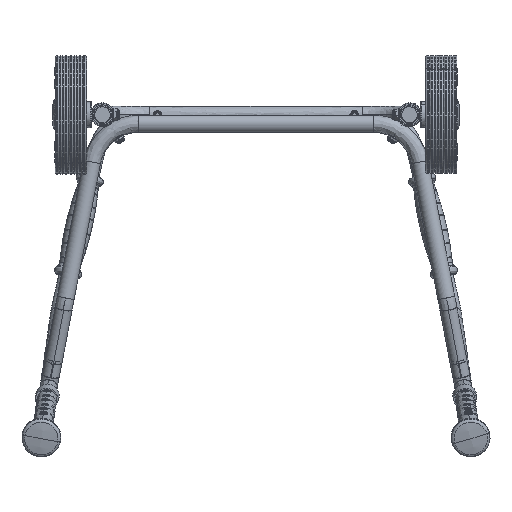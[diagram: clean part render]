
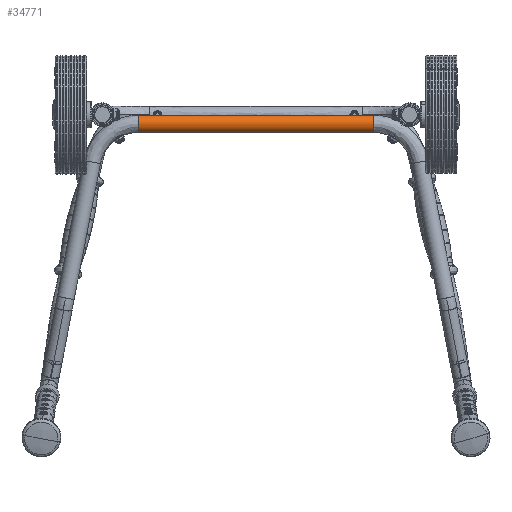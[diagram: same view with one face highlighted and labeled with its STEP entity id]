
A CAD part, front view. The second image highlights one B-rep face of the part: STEP entity #34771.
In plain terms, the highlighted free-form (B-spline) face has degree [2, 1] with [5, 2] control points.
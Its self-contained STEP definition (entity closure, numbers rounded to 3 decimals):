
#33086 = EDGE_CURVE('',#33087,#33089,#33091,.T.);
#33087 = VERTEX_POINT('',#33088);
#33088 = CARTESIAN_POINT('',(-127.004,-415.754,
    -0.544));
#33089 = VERTEX_POINT('',#33090);
#33090 = CARTESIAN_POINT('',(-127.004,-415.754,
    -19.044));
#33091 = ( BOUNDED_CURVE() B_SPLINE_CURVE(2,(#33092,#33093,#33094,#33095
,#33096),.UNSPECIFIED.,.F.,.F.) B_SPLINE_CURVE_WITH_KNOTS((3,2,3),(
    3.142,4.712,6.283),
.PIECEWISE_BEZIER_KNOTS.) CURVE() GEOMETRIC_REPRESENTATION_ITEM() 
RATIONAL_B_SPLINE_CURVE((1.,0.707,1.,0.707,1.)) 
REPRESENTATION_ITEM('') );
#33092 = CARTESIAN_POINT('',(-127.004,-415.754,
    -0.544));
#33093 = CARTESIAN_POINT('',(-127.004,-425.004,
    -0.544));
#33094 = CARTESIAN_POINT('',(-127.004,-425.004,
    -9.794));
#33095 = CARTESIAN_POINT('',(-127.004,-425.004,
    -19.044));
#33096 = CARTESIAN_POINT('',(-127.004,-415.754,
    -19.044));
#33657 = VERTEX_POINT('',#33658);
#33658 = CARTESIAN_POINT('',(127.004,-415.754,
    -19.044));
#33659 = VERTEX_POINT('',#33660);
#33660 = CARTESIAN_POINT('',(127.004,-415.754,
    -0.544));
#34218 = EDGE_CURVE('',#33657,#33089,#34219,.T.);
#34219 = B_SPLINE_CURVE_WITH_KNOTS('',1,(#34220,#34221),.UNSPECIFIED.,
  .F.,.F.,(2,2),(-0.,303.431),.PIECEWISE_BEZIER_KNOTS.);
#34220 = CARTESIAN_POINT('',(127.004,-415.754,
    -19.044));
#34221 = CARTESIAN_POINT('',(-127.004,-415.754,
    -19.044));
#34231 = EDGE_CURVE('',#33659,#33087,#34232,.T.);
#34232 = B_SPLINE_CURVE_WITH_KNOTS('',1,(#34233,#34234),.UNSPECIFIED.,
  .F.,.F.,(2,2),(-0.,303.431),.PIECEWISE_BEZIER_KNOTS.);
#34233 = CARTESIAN_POINT('',(127.004,-415.754,
    -0.544));
#34234 = CARTESIAN_POINT('',(-127.004,-415.754,
    -0.544));
#34442 = EDGE_CURVE('',#33659,#33657,#34443,.T.);
#34443 = ( BOUNDED_CURVE() B_SPLINE_CURVE(2,(#34444,#34445,#34446,#34447
,#34448),.UNSPECIFIED.,.F.,.F.) B_SPLINE_CURVE_WITH_KNOTS((3,2,3),(
    3.142,4.712,6.283),
.PIECEWISE_BEZIER_KNOTS.) CURVE() GEOMETRIC_REPRESENTATION_ITEM() 
RATIONAL_B_SPLINE_CURVE((1.,0.707,1.,0.707,1.)) 
REPRESENTATION_ITEM('') );
#34444 = CARTESIAN_POINT('',(127.004,-415.754,
    -0.544));
#34445 = CARTESIAN_POINT('',(127.004,-425.004,
    -0.544));
#34446 = CARTESIAN_POINT('',(127.004,-425.004,
    -9.794));
#34447 = CARTESIAN_POINT('',(127.004,-425.004,
    -19.044));
#34448 = CARTESIAN_POINT('',(127.004,-415.754,
    -19.044));
#34771 = ADVANCED_FACE('',(#34772),#34778,.T.);
#34772 = FACE_BOUND('',#34773,.T.);
#34773 = EDGE_LOOP('',(#34774,#34775,#34776,#34777));
#34774 = ORIENTED_EDGE('',*,*,#34218,.F.);
#34775 = ORIENTED_EDGE('',*,*,#34442,.F.);
#34776 = ORIENTED_EDGE('',*,*,#34231,.T.);
#34777 = ORIENTED_EDGE('',*,*,#33086,.T.);
#34778 = ( BOUNDED_SURFACE() B_SPLINE_SURFACE(2,1,(
    (#34779,#34780)
    ,(#34781,#34782)
    ,(#34783,#34784)
    ,(#34785,#34786)
    ,(#34787,#34788
)),.UNSPECIFIED.,.F.,.F.,.F.) B_SPLINE_SURFACE_WITH_KNOTS((3,2,3),(2,2),
  (3.142,4.712,6.283),(0.,303.431),
.PIECEWISE_BEZIER_KNOTS.) GEOMETRIC_REPRESENTATION_ITEM() 
RATIONAL_B_SPLINE_SURFACE((
    (1.,1.)
    ,(0.707,0.707)
    ,(1.,1.)
    ,(0.707,0.707)
,(1.,1.))) REPRESENTATION_ITEM('') SURFACE() );
#34779 = CARTESIAN_POINT('',(127.004,-415.754,
    -19.044));
#34780 = CARTESIAN_POINT('',(-127.004,-415.754,
    -19.044));
#34781 = CARTESIAN_POINT('',(127.004,-425.004,
    -19.044));
#34782 = CARTESIAN_POINT('',(-127.004,-425.004,
    -19.044));
#34783 = CARTESIAN_POINT('',(127.004,-425.004,
    -9.794));
#34784 = CARTESIAN_POINT('',(-127.004,-425.004,
    -9.794));
#34785 = CARTESIAN_POINT('',(127.004,-425.004,
    -0.544));
#34786 = CARTESIAN_POINT('',(-127.004,-425.004,
    -0.544));
#34787 = CARTESIAN_POINT('',(127.004,-415.754,
    -0.544));
#34788 = CARTESIAN_POINT('',(-127.004,-415.754,
    -0.544));
